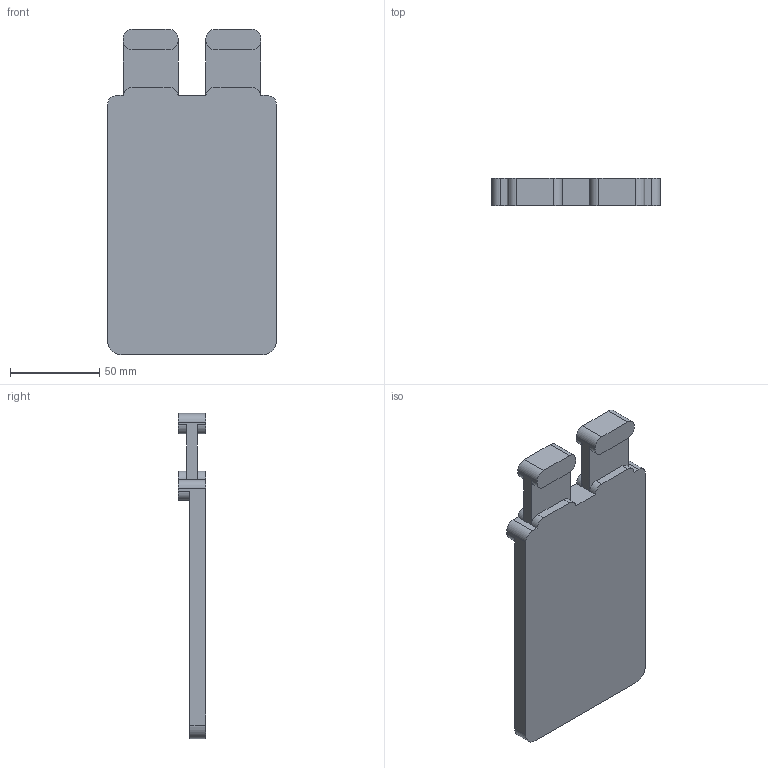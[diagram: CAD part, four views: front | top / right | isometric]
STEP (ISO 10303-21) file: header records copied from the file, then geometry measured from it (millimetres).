
FILE_DESCRIPTION (( 'STEP AP203' ), '1' );
FILE_NAME ('frc_battery_charged.STEP', '2024-03-29T18:49:33', ( '' ), ( '' ), 'SwSTEP 2.0', 'SolidWorks 2022', '' );
FILE_SCHEMA (( 'CONFIG_CONTROL_DESIGN' ));
Length unit declared in the file: inch
Products named in the file (1): frc_battery_charged
Bounding box: 94.84 x 15.22 x 182.55 mm (x, y, z)
Volume: 148223.9 mm3; surface area: 42703.9 mm2
Topology: 1 solids, 1 shells, 204 faces, 547 edges, 362 vertices
Faces by surface type: plane 135, bspline 43, cylinder 26
Entity records: 8908 total; most frequent: CARTESIAN_POINT 3965, ORIENTED_EDGE 1094, DIRECTION 837, EDGE_CURVE 547, VECTOR 409, LINE 409, VERTEX_POINT 362, EDGE_LOOP 221
